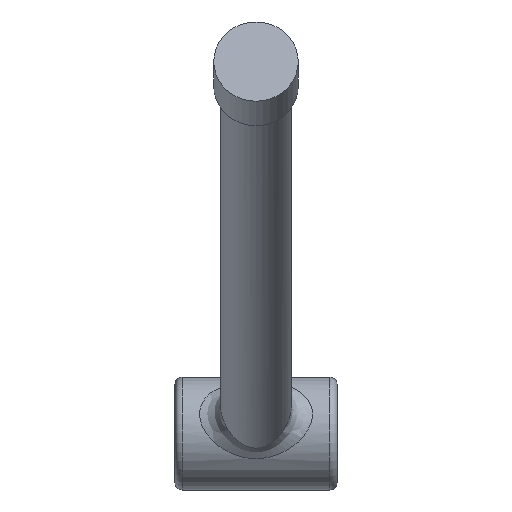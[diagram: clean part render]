
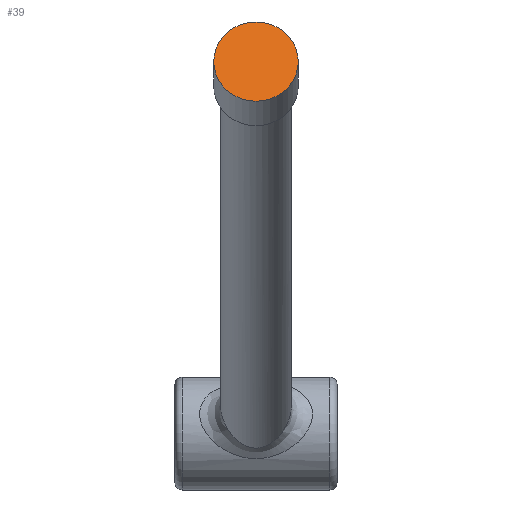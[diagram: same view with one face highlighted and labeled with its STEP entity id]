
A CAD part, left-side view. The second image highlights one B-rep face of the part: STEP entity #39.
In plain terms, the highlighted planar face has unit normal (-0.937, 0, 0.348).
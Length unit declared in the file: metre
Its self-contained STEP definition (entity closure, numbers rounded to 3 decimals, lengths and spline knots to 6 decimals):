
#39 = ADVANCED_FACE( '', ( #82 ), #83, .F. );
#82 = FACE_OUTER_BOUND( '', #133, .T. );
#83 = PLANE( '', #134 );
#133 = EDGE_LOOP( '', ( #1580 ) );
#134 = AXIS2_PLACEMENT_3D( '', #1581, #1582, #1583 );
#1580 = ORIENTED_EDGE( '', *, *, #1637, .F. );
#1581 = CARTESIAN_POINT( '', ( 2.974066, 0., 2.299283 ) );
#1582 = DIRECTION( '', ( 0.937, 0., -0.348 ) );
#1583 = DIRECTION( '', ( 0., 1., 0. ) );
#1637 = EDGE_CURVE( '', #1663, #1663, #1664, .T. );
#1663 = VERTEX_POINT( '', #1696 );
#1664 = CIRCLE( '', #1697, 0.04752 );
#1696 = CARTESIAN_POINT( '', ( 2.974066, 0.04752, 2.299283 ) );
#1697 = AXIS2_PLACEMENT_3D( '', #2480, #2481, #2482 );
#2480 = CARTESIAN_POINT( '', ( 2.974066, 0., 2.299283 ) );
#2481 = DIRECTION( '', ( 0.937, 0., -0.348 ) );
#2482 = DIRECTION( '', ( 0., 1., 0. ) );
